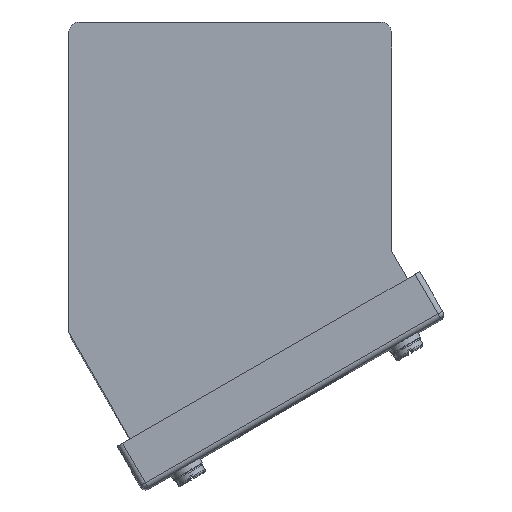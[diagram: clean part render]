
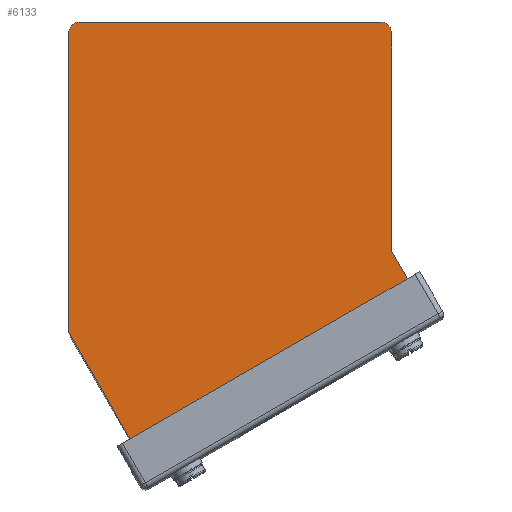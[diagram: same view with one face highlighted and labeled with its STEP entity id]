
A CAD part, top view. The second image highlights one B-rep face of the part: STEP entity #6133.
In plain terms, the highlighted planar face has unit normal (0, 0, 1).
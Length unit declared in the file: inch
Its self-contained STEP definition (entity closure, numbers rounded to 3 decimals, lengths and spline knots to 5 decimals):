
#375 = CIRCLE ( 'NONE', #8594, 0.12 ) ;
#413 = LINE ( 'NONE', #14765, #5886 ) ;
#434 = CARTESIAN_POINT ( 'NONE',  ( 1.765, 2.3803, 5. ) ) ;
#682 = DIRECTION ( 'NONE',  ( 0., 0., 1. ) ) ;
#856 = VERTEX_POINT ( 'NONE', #5568 ) ;
#931 = ORIENTED_EDGE ( 'NONE', *, *, #3696, .T. ) ;
#1056 = PLANE ( 'NONE',  #6778 ) ;
#1153 = EDGE_CURVE ( 'NONE', #10569, #856, #11309, .T. ) ;
#1227 = CARTESIAN_POINT ( 'NONE',  ( 1.645, 2.5003, 5. ) ) ;
#1253 = VERTEX_POINT ( 'NONE', #1227 ) ;
#1266 = VERTEX_POINT ( 'NONE', #9319 ) ;
#1385 = CARTESIAN_POINT ( 'NONE',  ( 1.645, 2.3803, 5. ) ) ;
#1600 = ORIENTED_EDGE ( 'NONE', *, *, #5597, .T. ) ;
#1669 = LINE ( 'NONE', #1984, #11363 ) ;
#1924 = DIRECTION ( 'NONE',  ( 0., 1., 0. ) ) ;
#1984 = CARTESIAN_POINT ( 'NONE',  ( -1.645, 2.5003, 5. ) ) ;
#2047 = AXIS2_PLACEMENT_3D ( 'NONE', #1385, #10536, #5842 ) ;
#2114 = VERTEX_POINT ( 'NONE', #8011 ) ;
#2247 = CARTESIAN_POINT ( 'NONE',  ( 1.98303, -0.61763, 5. ) ) ;
#2284 = CIRCLE ( 'NONE', #2047, 0.12 ) ;
#2891 = AXIS2_PLACEMENT_3D ( 'NONE', #7330, #682, #5270 ) ;
#2955 = VERTEX_POINT ( 'NONE', #4327 ) ;
#3227 = VERTEX_POINT ( 'NONE', #8645 ) ;
#3511 = LINE ( 'NONE', #4707, #9444 ) ;
#3696 = EDGE_CURVE ( 'NONE', #13005, #3927, #413, .T. ) ;
#3776 = CIRCLE ( 'NONE', #11750, 0.12 ) ;
#3880 = DIRECTION ( 'NONE',  ( 0., 0., 1. ) ) ;
#3927 = VERTEX_POINT ( 'NONE', #434 ) ;
#4030 = VERTEX_POINT ( 'NONE', #12933 ) ;
#4327 = CARTESIAN_POINT ( 'NONE',  ( -1.645, 2.5003, 5. ) ) ;
#4370 = ORIENTED_EDGE ( 'NONE', *, *, #13691, .T. ) ;
#4387 = DIRECTION ( 'NONE',  ( 0.5, -0.866, 0. ) ) ;
#4478 = EDGE_LOOP ( 'NONE', ( #13734, #9404, #10637, #6228, #4370, #5487, #12983, #931, #7232, #13697, #1600, #5956 ) ) ;
#4603 = DIRECTION ( 'NONE',  ( 0., 0., -1. ) ) ;
#4707 = CARTESIAN_POINT ( 'NONE',  ( 1.77304, -0.01392, 5. ) ) ;
#4915 = CIRCLE ( 'NONE', #12188, 0.12 ) ;
#5035 = CIRCLE ( 'NONE', #2891, 0.12 ) ;
#5212 = EDGE_CURVE ( 'NONE', #7468, #4030, #5035, .T. ) ;
#5270 = DIRECTION ( 'NONE',  ( 1., 0., 0. ) ) ;
#5289 = CARTESIAN_POINT ( 'NONE',  ( -1.645, 2.3803, 5. ) ) ;
#5339 = VECTOR ( 'NONE', #5648, 39.37008 ) ;
#5487 = ORIENTED_EDGE ( 'NONE', *, *, #10842, .T. ) ;
#5568 = CARTESIAN_POINT ( 'NONE',  ( 2.04303, -0.72156, 5. ) ) ;
#5597 = EDGE_CURVE ( 'NONE', #2955, #1266, #3776, .T. ) ;
#5630 = CARTESIAN_POINT ( 'NONE',  ( 2.08695, -0.55763, 5. ) ) ;
#5648 = DIRECTION ( 'NONE',  ( 0., -1., 0. ) ) ;
#5662 = CARTESIAN_POINT ( 'NONE',  ( -1.645, -0.85936, 5. ) ) ;
#5842 = DIRECTION ( 'NONE',  ( 1., 0., 0. ) ) ;
#5886 = VECTOR ( 'NONE', #1924, 39.37008 ) ;
#5956 = ORIENTED_EDGE ( 'NONE', *, *, #10282, .T. ) ;
#6133 = ADVANCED_FACE ( 'NONE', ( #11427 ), #1056, .T. ) ;
#6228 = ORIENTED_EDGE ( 'NONE', *, *, #1153, .T. ) ;
#6285 = DIRECTION ( 'NONE',  ( -1., 0., 0. ) ) ;
#6286 = VECTOR ( 'NONE', #11522, 39.37008 ) ;
#6459 = DIRECTION ( 'NONE',  ( 1., 0., 0. ) ) ;
#6778 = AXIS2_PLACEMENT_3D ( 'NONE', #5662, #10291, #14901 ) ;
#6961 = CARTESIAN_POINT ( 'NONE',  ( 1.825, 0.01608, 5. ) ) ;
#6995 = DIRECTION ( 'NONE',  ( -0.5, 0.866, 0. ) ) ;
#7191 = AXIS2_PLACEMENT_3D ( 'NONE', #6961, #4603, #11641 ) ;
#7232 = ORIENTED_EDGE ( 'NONE', *, *, #8823, .T. ) ;
#7330 = CARTESIAN_POINT ( 'NONE',  ( -1.645, -0.85936, 5. ) ) ;
#7383 = EDGE_CURVE ( 'NONE', #1253, #2955, #1669, .T. ) ;
#7468 = VERTEX_POINT ( 'NONE', #13529 ) ;
#7572 = CARTESIAN_POINT ( 'NONE',  ( 1.765, 0.01608, 5. ) ) ;
#7964 = DIRECTION ( 'NONE',  ( 1., 0., 0. ) ) ;
#8011 = CARTESIAN_POINT ( 'NONE',  ( 1.77304, -0.01392, 5. ) ) ;
#8594 = AXIS2_PLACEMENT_3D ( 'NONE', #2247, #11608, #14942 ) ;
#8645 = CARTESIAN_POINT ( 'NONE',  ( -0.94611, -2.30987, 5. ) ) ;
#8823 = EDGE_CURVE ( 'NONE', #3927, #1253, #2284, .T. ) ;
#8909 = EDGE_CURVE ( 'NONE', #3227, #10569, #4915, .T. ) ;
#9319 = CARTESIAN_POINT ( 'NONE',  ( -1.765, 2.3803, 5. ) ) ;
#9404 = ORIENTED_EDGE ( 'NONE', *, *, #12701, .T. ) ;
#9444 = VECTOR ( 'NONE', #6995, 39.37008 ) ;
#9852 = EDGE_CURVE ( 'NONE', #2114, #13005, #14454, .T. ) ;
#10101 = CARTESIAN_POINT ( 'NONE',  ( -0.78219, -2.35379, 5. ) ) ;
#10282 = EDGE_CURVE ( 'NONE', #1266, #7468, #12696, .T. ) ;
#10291 = DIRECTION ( 'NONE',  ( 0., 0., 1. ) ) ;
#10336 = CARTESIAN_POINT ( 'NONE',  ( -0.78219, -2.35379, 5. ) ) ;
#10536 = DIRECTION ( 'NONE',  ( 0., 0., 1. ) ) ;
#10569 = VERTEX_POINT ( 'NONE', #10336 ) ;
#10637 = ORIENTED_EDGE ( 'NONE', *, *, #8909, .T. ) ;
#10842 = EDGE_CURVE ( 'NONE', #13669, #2114, #3511, .T. ) ;
#11309 = LINE ( 'NONE', #10101, #6286 ) ;
#11363 = VECTOR ( 'NONE', #6285, 39.37008 ) ;
#11427 = FACE_OUTER_BOUND ( 'NONE', #4478, .T. ) ;
#11522 = DIRECTION ( 'NONE',  ( 0.866, 0.5, 0. ) ) ;
#11608 = DIRECTION ( 'NONE',  ( 0., 0., 1. ) ) ;
#11641 = DIRECTION ( 'NONE',  ( 1., 0., 0. ) ) ;
#11722 = VECTOR ( 'NONE', #4387, 39.37008 ) ;
#11750 = AXIS2_PLACEMENT_3D ( 'NONE', #5289, #14753, #7964 ) ;
#11977 = CARTESIAN_POINT ( 'NONE',  ( -0.84219, -2.24987, 5. ) ) ;
#12188 = AXIS2_PLACEMENT_3D ( 'NONE', #11977, #3880, #6459 ) ;
#12696 = LINE ( 'NONE', #14961, #5339 ) ;
#12701 = EDGE_CURVE ( 'NONE', #4030, #3227, #14692, .T. ) ;
#12933 = CARTESIAN_POINT ( 'NONE',  ( -1.74892, -0.91936, 5. ) ) ;
#12983 = ORIENTED_EDGE ( 'NONE', *, *, #9852, .T. ) ;
#13005 = VERTEX_POINT ( 'NONE', #7572 ) ;
#13529 = CARTESIAN_POINT ( 'NONE',  ( -1.765, -0.85936, 5. ) ) ;
#13669 = VERTEX_POINT ( 'NONE', #5630 ) ;
#13691 = EDGE_CURVE ( 'NONE', #856, #13669, #375, .T. ) ;
#13697 = ORIENTED_EDGE ( 'NONE', *, *, #7383, .T. ) ;
#13734 = ORIENTED_EDGE ( 'NONE', *, *, #5212, .T. ) ;
#14454 = CIRCLE ( 'NONE', #7191, 0.06 ) ;
#14692 = LINE ( 'NONE', #14758, #11722 ) ;
#14753 = DIRECTION ( 'NONE',  ( 0., 0., 1. ) ) ;
#14758 = CARTESIAN_POINT ( 'NONE',  ( -0.94611, -2.30987, 5. ) ) ;
#14765 = CARTESIAN_POINT ( 'NONE',  ( 1.765, 2.3803, 5. ) ) ;
#14901 = DIRECTION ( 'NONE',  ( 1., 0., 0. ) ) ;
#14942 = DIRECTION ( 'NONE',  ( 1., 0., 0. ) ) ;
#14961 = CARTESIAN_POINT ( 'NONE',  ( -1.765, -0.85936, 5. ) ) ;
